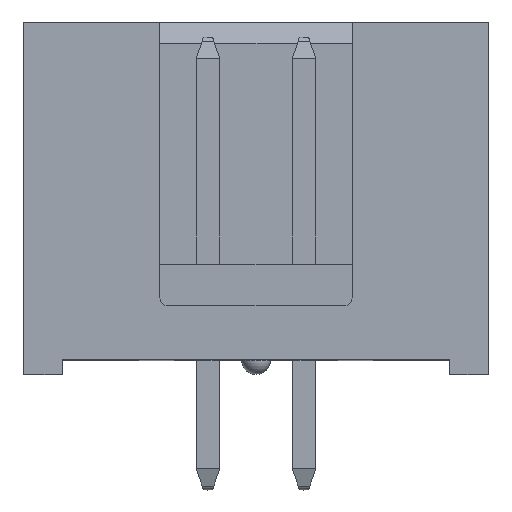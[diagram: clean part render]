
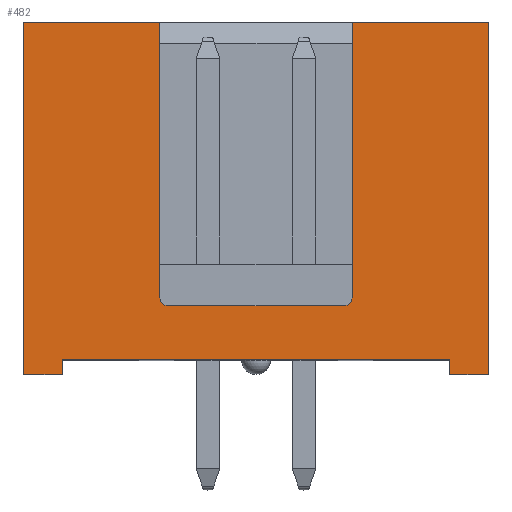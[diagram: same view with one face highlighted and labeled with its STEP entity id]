
A CAD part, top view. The second image highlights one B-rep face of the part: STEP entity #482.
In plain terms, the highlighted planar face has unit normal (0, 0, 1).
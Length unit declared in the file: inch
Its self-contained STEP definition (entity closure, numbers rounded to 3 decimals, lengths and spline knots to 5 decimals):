
#4 = VECTOR ( 'NONE', #839, 39.37008 ) ;
#10 = CARTESIAN_POINT ( 'NONE',  ( 0.5437, 0.01496, 0.35 ) ) ;
#26 = DIRECTION ( 'NONE',  ( 0., -1., 0. ) ) ;
#77 = ORIENTED_EDGE ( 'NONE', *, *, #1937, .T. ) ;
#84 = EDGE_CURVE ( 'NONE', #1117, #2910, #393, .T. ) ;
#111 = CARTESIAN_POINT ( 'NONE',  ( 0.44193, 0.36693, 0.35 ) ) ;
#161 = CARTESIAN_POINT ( 'NONE',  ( 0.5437, 0., 0.35 ) ) ;
#165 = LINE ( 'NONE', #111, #2358 ) ;
#204 = EDGE_CURVE ( 'NONE', #1812, #2359, #1108, .T. ) ;
#276 = ORIENTED_EDGE ( 'NONE', *, *, #2331, .F. ) ;
#343 = VECTOR ( 'NONE', #26, 39.37008 ) ;
#393 = LINE ( 'NONE', #2132, #3091 ) ;
#430 = FACE_OUTER_BOUND ( 'NONE', #2733, .T. ) ;
#434 = CARTESIAN_POINT ( 'NONE',  ( 0.1, 0., 0.35 ) ) ;
#466 = CARTESIAN_POINT ( 'NONE',  ( 0.1, 0.36693, 0.35 ) ) ;
#482 = ADVANCED_FACE ( 'NONE', ( #430 ), #1271, .T. ) ;
#492 = CARTESIAN_POINT ( 'NONE',  ( 0.14016, 0.01496, 0.35 ) ) ;
#509 = CARTESIAN_POINT ( 'NONE',  ( 0.44193, 0.36693, 0.35 ) ) ;
#531 = CIRCLE ( 'NONE', #3108, 0.00787 ) ;
#567 = VERTEX_POINT ( 'NONE', #466 ) ;
#569 = CARTESIAN_POINT ( 'NONE',  ( 0.5437, 0.01496, 0.35 ) ) ;
#570 = VECTOR ( 'NONE', #3556, 39.37008 ) ;
#584 = DIRECTION ( 'NONE',  ( -1., 0., 0. ) ) ;
#613 = LINE ( 'NONE', #2021, #3384 ) ;
#632 = LINE ( 'NONE', #1802, #2119 ) ;
#655 = DIRECTION ( 'NONE',  ( 1., 0., 0. ) ) ;
#682 = DIRECTION ( 'NONE',  ( -1., 0., 0. ) ) ;
#753 = LINE ( 'NONE', #3301, #2117 ) ;
#827 = VERTEX_POINT ( 'NONE', #434 ) ;
#839 = DIRECTION ( 'NONE',  ( 0., -1., 0. ) ) ;
#845 = CARTESIAN_POINT ( 'NONE',  ( 0.58386, 0., 0.35 ) ) ;
#855 = DIRECTION ( 'NONE',  ( 0., -1., 0. ) ) ;
#956 = DIRECTION ( 'NONE',  ( 0., 0., 1. ) ) ;
#964 = CARTESIAN_POINT ( 'NONE',  ( 0.24193, 0.36693, 0.35 ) ) ;
#1010 = ORIENTED_EDGE ( 'NONE', *, *, #204, .T. ) ;
#1049 = CARTESIAN_POINT ( 'NONE',  ( 0.24193, 0.36693, 0.35 ) ) ;
#1103 = EDGE_CURVE ( 'NONE', #3482, #1812, #613, .T. ) ;
#1108 = LINE ( 'NONE', #492, #570 ) ;
#1117 = VERTEX_POINT ( 'NONE', #845 ) ;
#1119 = EDGE_CURVE ( 'NONE', #2359, #2140, #3085, .T. ) ;
#1129 = LINE ( 'NONE', #2784, #2711 ) ;
#1138 = DIRECTION ( 'NONE',  ( 0., 0., 1. ) ) ;
#1179 = VERTEX_POINT ( 'NONE', #3193 ) ;
#1220 = AXIS2_PLACEMENT_3D ( 'NONE', #2634, #956, #2366 ) ;
#1271 = PLANE ( 'NONE',  #1220 ) ;
#1272 = EDGE_CURVE ( 'NONE', #827, #3482, #753, .T. ) ;
#1335 = ORIENTED_EDGE ( 'NONE', *, *, #2695, .F. ) ;
#1367 = DIRECTION ( 'NONE',  ( 1., 0., 0. ) ) ;
#1406 = EDGE_CURVE ( 'NONE', #2910, #3508, #2813, .T. ) ;
#1427 = CARTESIAN_POINT ( 'NONE',  ( 0.1, 0.36693, 0.35 ) ) ;
#1580 = CARTESIAN_POINT ( 'NONE',  ( 0.24193, 0.07953, 0.35 ) ) ;
#1740 = CARTESIAN_POINT ( 'NONE',  ( 0.43406, 0.07953, 0.35 ) ) ;
#1743 = ORIENTED_EDGE ( 'NONE', *, *, #2779, .F. ) ;
#1754 = VERTEX_POINT ( 'NONE', #1580 ) ;
#1755 = CARTESIAN_POINT ( 'NONE',  ( 0.24193, 0.36693, 0.35 ) ) ;
#1789 = LINE ( 'NONE', #964, #2708 ) ;
#1802 = CARTESIAN_POINT ( 'NONE',  ( 0.5437, 0., 0.35 ) ) ;
#1812 = VERTEX_POINT ( 'NONE', #3432 ) ;
#1878 = DIRECTION ( 'NONE',  ( 0., 1., 0. ) ) ;
#1911 = ORIENTED_EDGE ( 'NONE', *, *, #3315, .T. ) ;
#1937 = EDGE_CURVE ( 'NONE', #2140, #1117, #632, .T. ) ;
#2021 = CARTESIAN_POINT ( 'NONE',  ( 0.14016, 0., 0.35 ) ) ;
#2060 = VECTOR ( 'NONE', #855, 39.37008 ) ;
#2117 = VECTOR ( 'NONE', #1367, 39.37008 ) ;
#2119 = VECTOR ( 'NONE', #655, 39.37008 ) ;
#2132 = CARTESIAN_POINT ( 'NONE',  ( 0.58386, 0., 0.35 ) ) ;
#2140 = VERTEX_POINT ( 'NONE', #161 ) ;
#2173 = ORIENTED_EDGE ( 'NONE', *, *, #84, .T. ) ;
#2302 = CARTESIAN_POINT ( 'NONE',  ( 0.2498, 0.07953, 0.35 ) ) ;
#2331 = EDGE_CURVE ( 'NONE', #1179, #3333, #1129, .T. ) ;
#2358 = VECTOR ( 'NONE', #2667, 39.37008 ) ;
#2359 = VERTEX_POINT ( 'NONE', #10 ) ;
#2366 = DIRECTION ( 'NONE',  ( 1., 0., 0. ) ) ;
#2410 = DIRECTION ( 'NONE',  ( -1., 0., 0. ) ) ;
#2454 = ORIENTED_EDGE ( 'NONE', *, *, #2894, .T. ) ;
#2527 = CIRCLE ( 'NONE', #3044, 0.00787 ) ;
#2546 = LINE ( 'NONE', #1049, #4 ) ;
#2572 = DIRECTION ( 'NONE',  ( 0., 0., 1. ) ) ;
#2579 = ORIENTED_EDGE ( 'NONE', *, *, #1119, .T. ) ;
#2581 = VECTOR ( 'NONE', #682, 39.37008 ) ;
#2596 = ORIENTED_EDGE ( 'NONE', *, *, #1103, .T. ) ;
#2611 = DIRECTION ( 'NONE',  ( 0., -1., 0. ) ) ;
#2614 = DIRECTION ( 'NONE',  ( 1., 0., 0. ) ) ;
#2625 = CARTESIAN_POINT ( 'NONE',  ( 0.58386, 0.36693, 0.35 ) ) ;
#2634 = CARTESIAN_POINT ( 'NONE',  ( 0., 0., 0.35 ) ) ;
#2667 = DIRECTION ( 'NONE',  ( 0., -1., 0. ) ) ;
#2695 = EDGE_CURVE ( 'NONE', #2775, #1754, #2546, .T. ) ;
#2708 = VECTOR ( 'NONE', #2410, 39.37008 ) ;
#2711 = VECTOR ( 'NONE', #2614, 39.37008 ) ;
#2733 = EDGE_LOOP ( 'NONE', ( #1911, #2766, #3402, #2596, #1010, #2579, #77, #2173, #3190, #2454, #1743, #276, #3364, #1335 ) ) ;
#2766 = ORIENTED_EDGE ( 'NONE', *, *, #3220, .T. ) ;
#2772 = CARTESIAN_POINT ( 'NONE',  ( 0.14016, 0., 0.35 ) ) ;
#2775 = VERTEX_POINT ( 'NONE', #1755 ) ;
#2779 = EDGE_CURVE ( 'NONE', #3333, #2795, #531, .T. ) ;
#2784 = CARTESIAN_POINT ( 'NONE',  ( 0.2498, 0.07165, 0.35 ) ) ;
#2795 = VERTEX_POINT ( 'NONE', #3152 ) ;
#2813 = LINE ( 'NONE', #3407, #2581 ) ;
#2869 = DIRECTION ( 'NONE',  ( 0., 1., 0. ) ) ;
#2894 = EDGE_CURVE ( 'NONE', #3508, #2795, #165, .T. ) ;
#2910 = VERTEX_POINT ( 'NONE', #2625 ) ;
#3044 = AXIS2_PLACEMENT_3D ( 'NONE', #2302, #2572, #584 ) ;
#3085 = LINE ( 'NONE', #569, #343 ) ;
#3091 = VECTOR ( 'NONE', #1878, 39.37008 ) ;
#3108 = AXIS2_PLACEMENT_3D ( 'NONE', #1740, #1138, #2611 ) ;
#3133 = LINE ( 'NONE', #1427, #2060 ) ;
#3152 = CARTESIAN_POINT ( 'NONE',  ( 0.44193, 0.07953, 0.35 ) ) ;
#3184 = CARTESIAN_POINT ( 'NONE',  ( 0.43406, 0.07165, 0.35 ) ) ;
#3190 = ORIENTED_EDGE ( 'NONE', *, *, #1406, .T. ) ;
#3193 = CARTESIAN_POINT ( 'NONE',  ( 0.2498, 0.07165, 0.35 ) ) ;
#3198 = EDGE_CURVE ( 'NONE', #1754, #1179, #2527, .T. ) ;
#3220 = EDGE_CURVE ( 'NONE', #567, #827, #3133, .T. ) ;
#3301 = CARTESIAN_POINT ( 'NONE',  ( 0.1, 0., 0.35 ) ) ;
#3315 = EDGE_CURVE ( 'NONE', #2775, #567, #1789, .T. ) ;
#3333 = VERTEX_POINT ( 'NONE', #3184 ) ;
#3364 = ORIENTED_EDGE ( 'NONE', *, *, #3198, .F. ) ;
#3384 = VECTOR ( 'NONE', #2869, 39.37008 ) ;
#3402 = ORIENTED_EDGE ( 'NONE', *, *, #1272, .T. ) ;
#3407 = CARTESIAN_POINT ( 'NONE',  ( 0.58386, 0.36693, 0.35 ) ) ;
#3432 = CARTESIAN_POINT ( 'NONE',  ( 0.14016, 0.01496, 0.35 ) ) ;
#3482 = VERTEX_POINT ( 'NONE', #2772 ) ;
#3508 = VERTEX_POINT ( 'NONE', #509 ) ;
#3556 = DIRECTION ( 'NONE',  ( 1., 0., 0. ) ) ;
